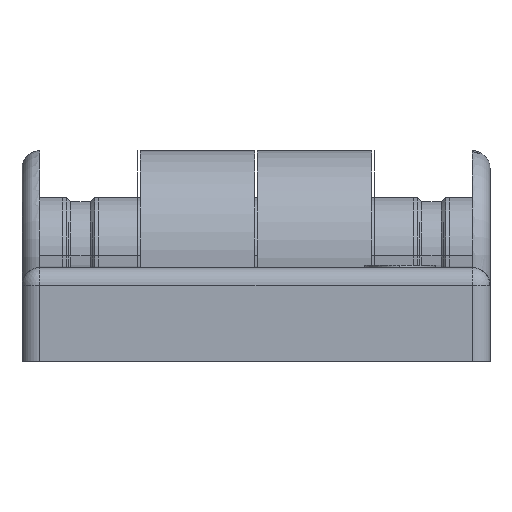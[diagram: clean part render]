
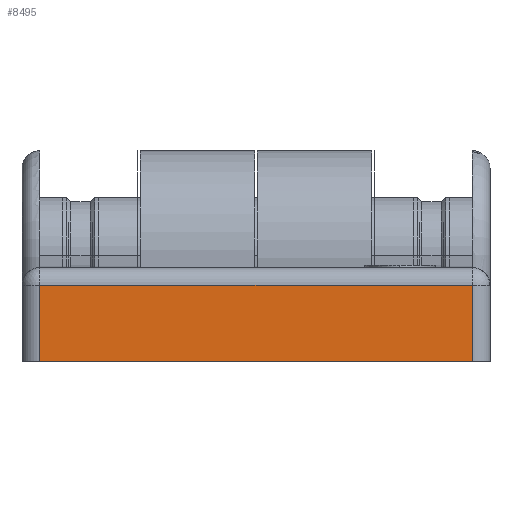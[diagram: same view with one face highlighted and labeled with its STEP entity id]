
A CAD part, front view. The second image highlights one B-rep face of the part: STEP entity #8495.
In plain terms, the highlighted face is planar.
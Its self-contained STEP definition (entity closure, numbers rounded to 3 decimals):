
#5189=DIRECTION('',(-1.,0.,0.));
#5190=VECTOR('',#5189,37.);
#5191=CARTESIAN_POINT('',(18.5,20.,0.));
#5192=LINE('',#5191,#5190);
#6470=DIRECTION('',(0.,0.,-1.));
#6471=VECTOR('',#6470,6.5);
#6472=CARTESIAN_POINT('',(-18.5,20.,6.5));
#6473=LINE('',#6472,#6471);
#6477=DIRECTION('',(0.,0.,-1.));
#6478=VECTOR('',#6477,6.5);
#6479=CARTESIAN_POINT('',(18.5,20.,6.5));
#6480=LINE('',#6479,#6478);
#6484=DIRECTION('',(-1.,0.,0.));
#6485=VECTOR('',#6484,37.);
#6486=CARTESIAN_POINT('',(18.5,20.,6.5));
#6487=LINE('',#6486,#6485);
#7193=CARTESIAN_POINT('',(-18.5,20.,6.5));
#7194=CARTESIAN_POINT('',(-18.5,20.,0.));
#7195=VERTEX_POINT('',#7193);
#7196=VERTEX_POINT('',#7194);
#7201=CARTESIAN_POINT('',(18.5,20.,6.5));
#7202=VERTEX_POINT('',#7201);
#7203=CARTESIAN_POINT('',(18.5,20.,0.));
#7205=VERTEX_POINT('',#7203);
#8484=CARTESIAN_POINT('',(20.,20.,0.));
#8485=DIRECTION('',(0.,1.,0.));
#8486=DIRECTION('',(-1.,0.,0.));
#8487=AXIS2_PLACEMENT_3D('',#8484,#8485,#8486);
#8488=PLANE('',#8487);
#8489=ORIENTED_EDGE('',*,*,#8476,.T.);
#8490=ORIENTED_EDGE('',*,*,#7326,.F.);
#8491=ORIENTED_EDGE('',*,*,#8101,.F.);
#8492=ORIENTED_EDGE('',*,*,#8126,.T.);
#8493=EDGE_LOOP('',(#8489,#8490,#8491,#8492));
#8494=FACE_OUTER_BOUND('',#8493,.F.);
#7326=EDGE_CURVE('',#7205,#7196,#5192,.T.);
#8101=EDGE_CURVE('',#7202,#7205,#6480,.T.);
#8126=EDGE_CURVE('',#7202,#7195,#6487,.T.);
#8476=EDGE_CURVE('',#7195,#7196,#6473,.T.);
#8495=ADVANCED_FACE('',(#8494),#8488,.T.);
